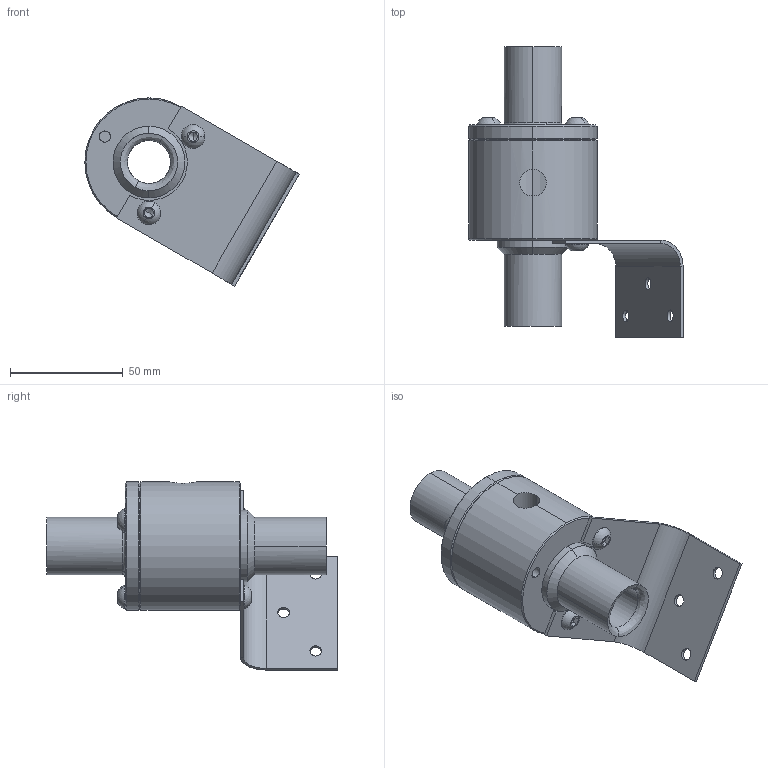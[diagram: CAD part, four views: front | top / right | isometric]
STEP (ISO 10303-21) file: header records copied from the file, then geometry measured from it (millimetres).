
FILE_DESCRIPTION (( 'STEP AP203' ), '1' );
FILE_NAME ('RV1-3D.STEP', '2017-11-07T15:09:03', ( '' ), ( '' ), 'SwSTEP 2.0', 'SolidWorks 2016', '' );
FILE_SCHEMA (( 'CONFIG_CONTROL_DESIGN' ));
Length unit declared in the file: millimetre
Products named in the file (5): RV1-3D; AMSK285-2; socket button head screw_bsi_BS EN ISO 7380 - M6 x 16 - 16N; AMSK285-1; AMSK285-4
Assembly tree (8 placements, depth 2):
  RV1-3D
    AMSK285-2
    AMSK285-1
    AMSK285-4
    socket button head screw_bsi_BS EN ISO 7380 - M6 x 16 - 16N  x5
Bounding box: 94.92 x 128.72 x 83.32 mm (x, y, z)
Volume: 112812.7 mm3; surface area: 48901.2 mm2
Topology: 8 solids, 8 shells, 218 faces, 512 edges, 311 vertices
Faces by surface type: plane 95, cylinder 65, cone 34, torus 10, sphere 10, bspline 4
Entity records: 4215 total; most frequent: CARTESIAN_POINT 828, DIRECTION 636, ORIENTED_EDGE 540, EDGE_CURVE 270, AXIS2_PLACEMENT_3D 259, VERTEX_POINT 171, CIRCLE 142, EDGE_LOOP 141
